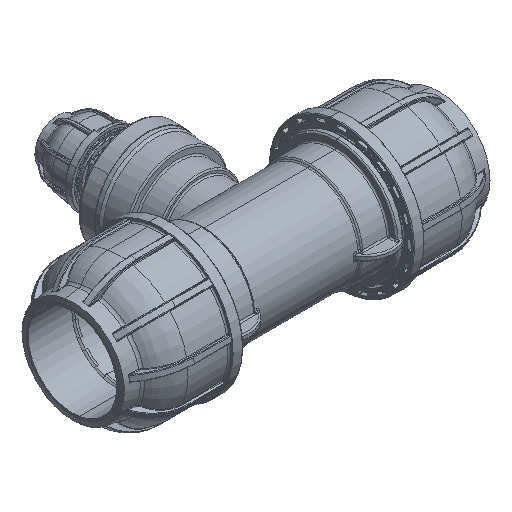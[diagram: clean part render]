
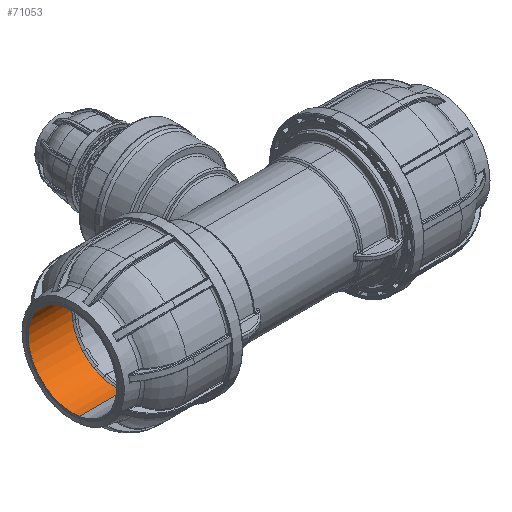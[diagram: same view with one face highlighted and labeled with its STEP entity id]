
A CAD part, isometric view. The second image highlights one B-rep face of the part: STEP entity #71053.
In plain terms, the highlighted cylindrical face has radius 32 mm (diameter 64 mm), a partial arc.
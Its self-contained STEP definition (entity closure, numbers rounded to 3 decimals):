
#7008 = CARTESIAN_POINT ( 'NONE',  ( -132.8, -5.092, -31.592 ) ) ;
#7009 = DIRECTION ( 'NONE',  ( -1., 0., 0. ) ) ;
#7016 = CARTESIAN_POINT ( 'NONE',  ( -132.8, 5.092, 31.592 ) ) ;
#7017 = DIRECTION ( 'NONE',  ( -1., 0., 0. ) ) ;
#16132 = FACE_OUTER_BOUND ( 'NONE', #21133, .T. ) ;
#16133 = CYLINDRICAL_SURFACE ( 'NONE', #40250, 32. ) ;
#21133 = EDGE_LOOP ( 'NONE', ( #34374, #34375, #34373, #34376 ) ) ;
#27348 = VERTEX_POINT ( 'NONE', #48375 ) ;
#27349 = VERTEX_POINT ( 'NONE', #48376 ) ;
#27350 = VERTEX_POINT ( 'NONE', #48377 ) ;
#27351 = VERTEX_POINT ( 'NONE', #48378 ) ;
#34373 = ORIENTED_EDGE ( 'NONE', *, *, #73995, .T. ) ;
#34374 = ORIENTED_EDGE ( 'NONE', *, *, #73992, .F. ) ;
#34375 = ORIENTED_EDGE ( 'NONE', *, *, #43286, .F. ) ;
#34376 = ORIENTED_EDGE ( 'NONE', *, *, #43287, .T. ) ;
#40250 = AXIS2_PLACEMENT_3D ( 'NONE', #46108, #46109, #46110 ) ;
#43286 = EDGE_CURVE ( 'NONE', #27350, #27351, #51301, .T. ) ;
#43287 = EDGE_CURVE ( 'NONE', #27348, #27349, #51310, .T. ) ;
#46108 = CARTESIAN_POINT ( 'NONE',  ( -132.8, 0., 0. ) ) ;
#46109 = DIRECTION ( 'NONE',  ( -1., 0., 0. ) ) ;
#46110 = DIRECTION ( 'NONE',  ( 0., 0.159, 0.987 ) ) ;
#48375 = CARTESIAN_POINT ( 'NONE',  ( -132.8, 5.092, 31.592 ) ) ;
#48376 = CARTESIAN_POINT ( 'NONE',  ( -132.8, -5.092, -31.592 ) ) ;
#48377 = CARTESIAN_POINT ( 'NONE',  ( -101.3, 5.092, 31.592 ) ) ;
#48378 = CARTESIAN_POINT ( 'NONE',  ( -101.3, -5.092, -31.592 ) ) ;
#51301 = CIRCLE ( 'NONE', #51309, 32. ) ;
#51309 = AXIS2_PLACEMENT_3D ( 'NONE', #53181, #53183, #53185 ) ;
#51310 = CIRCLE ( 'NONE', #51311, 32. ) ;
#51311 = AXIS2_PLACEMENT_3D ( 'NONE', #53188, #53190, #53192 ) ;
#53181 = CARTESIAN_POINT ( 'NONE',  ( -101.3, 0., 0. ) ) ;
#53183 = DIRECTION ( 'NONE',  ( -1., 0., 0. ) ) ;
#53185 = DIRECTION ( 'NONE',  ( 0., 0.159, 0.987 ) ) ;
#53188 = CARTESIAN_POINT ( 'NONE',  ( -132.8, 0., 0. ) ) ;
#53190 = DIRECTION ( 'NONE',  ( -1., 0., 0. ) ) ;
#53192 = DIRECTION ( 'NONE',  ( 0., 0.159, 0.987 ) ) ;
#55171 = LINE ( 'NONE', #7008, #64552 ) ;
#55172 = LINE ( 'NONE', #7016, #64556 ) ;
#64552 = VECTOR ( 'NONE', #7009, 1000. ) ;
#64556 = VECTOR ( 'NONE', #7017, 1000. ) ;
#71053 = ADVANCED_FACE ( 'NONE', ( #16132 ), #16133, .F. ) ;
#73992 = EDGE_CURVE ( 'NONE', #27351, #27349, #55171, .T. ) ;
#73995 = EDGE_CURVE ( 'NONE', #27350, #27348, #55172, .T. ) ;
